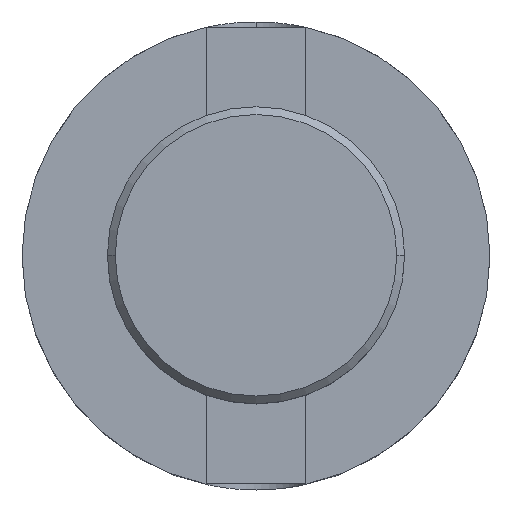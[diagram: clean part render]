
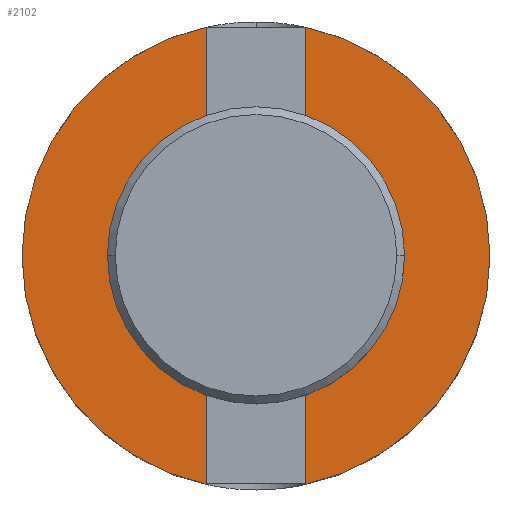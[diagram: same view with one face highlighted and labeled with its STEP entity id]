
A CAD part, top view. The second image highlights one B-rep face of the part: STEP entity #2102.
In plain terms, the highlighted planar face has unit normal (0, 0, 1).
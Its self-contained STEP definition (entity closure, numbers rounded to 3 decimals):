
#11 = AXIS2_PLACEMENT_3D ( 'NONE', #582, #372, #1176 ) ;
#16 = CARTESIAN_POINT ( 'NONE',  ( 6.35, 29.32, 45. ) ) ;
#18 = EDGE_CURVE ( 'NONE', #1399, #1321, #1424, .T. ) ;
#38 = ORIENTED_EDGE ( 'NONE', *, *, #910, .F. ) ;
#73 = CARTESIAN_POINT ( 'NONE',  ( 6.35, -29.32, 45. ) ) ;
#96 = VERTEX_POINT ( 'NONE', #98 ) ;
#98 = CARTESIAN_POINT ( 'NONE',  ( -15.875, 0., 45. ) ) ;
#113 = VERTEX_POINT ( 'NONE', #1150 ) ;
#120 = AXIS2_PLACEMENT_3D ( 'NONE', #2439, #716, #1105 ) ;
#209 = CARTESIAN_POINT ( 'NONE',  ( 6.35, 30., 45. ) ) ;
#275 = ORIENTED_EDGE ( 'NONE', *, *, #1688, .F. ) ;
#283 = DIRECTION ( 'NONE',  ( 0., 0., -1. ) ) ;
#371 = VECTOR ( 'NONE', #2296, 1000. ) ;
#372 = DIRECTION ( 'NONE',  ( 0., 0., -1. ) ) ;
#405 = VECTOR ( 'NONE', #1117, 1000. ) ;
#435 = EDGE_CURVE ( 'NONE', #1083, #668, #900, .T. ) ;
#469 = VERTEX_POINT ( 'NONE', #1920 ) ;
#495 = CARTESIAN_POINT ( 'NONE',  ( -6.35, 29.32, 45. ) ) ;
#514 = LINE ( 'NONE', #1521, #1534 ) ;
#516 = AXIS2_PLACEMENT_3D ( 'NONE', #1146, #997, #986 ) ;
#570 = AXIS2_PLACEMENT_3D ( 'NONE', #1785, #283, #1758 ) ;
#581 = EDGE_CURVE ( 'NONE', #1083, #1626, #514, .T. ) ;
#582 = CARTESIAN_POINT ( 'NONE',  ( 0., 0., 45. ) ) ;
#658 = CARTESIAN_POINT ( 'NONE',  ( -6.35, -29.32, 45. ) ) ;
#668 = VERTEX_POINT ( 'NONE', #2188 ) ;
#705 = VERTEX_POINT ( 'NONE', #1051 ) ;
#716 = DIRECTION ( 'NONE',  ( 0., 0., 1. ) ) ;
#719 = EDGE_CURVE ( 'NONE', #801, #668, #1676, .T. ) ;
#801 = VERTEX_POINT ( 'NONE', #16 ) ;
#806 = ORIENTED_EDGE ( 'NONE', *, *, #808, .T. ) ;
#808 = EDGE_CURVE ( 'NONE', #96, #705, #1611, .T. ) ;
#833 = VECTOR ( 'NONE', #1579, 1000. ) ;
#894 = CIRCLE ( 'NONE', #1347, 30. ) ;
#900 = LINE ( 'NONE', #1113, #371 ) ;
#902 = DIRECTION ( 'NONE',  ( 0., -1., 0. ) ) ;
#910 = EDGE_CURVE ( 'NONE', #113, #1399, #2027, .T. ) ;
#986 = DIRECTION ( 'NONE',  ( -1., 0., 0. ) ) ;
#997 = DIRECTION ( 'NONE',  ( 0., 0., -1. ) ) ;
#1008 = LINE ( 'NONE', #1947, #833 ) ;
#1048 = DIRECTION ( 'NONE',  ( -1., 0., 0. ) ) ;
#1051 = CARTESIAN_POINT ( 'NONE',  ( 15.875, 0., 45. ) ) ;
#1055 = DIRECTION ( 'NONE',  ( 0., 0., -1. ) ) ;
#1058 = ORIENTED_EDGE ( 'NONE', *, *, #1623, .F. ) ;
#1083 = VERTEX_POINT ( 'NONE', #1876 ) ;
#1084 = CARTESIAN_POINT ( 'NONE',  ( 6.35, 30., 45. ) ) ;
#1095 = AXIS2_PLACEMENT_3D ( 'NONE', #2418, #2407, #2383 ) ;
#1105 = DIRECTION ( 'NONE',  ( 1., 0., 0. ) ) ;
#1113 = CARTESIAN_POINT ( 'NONE',  ( 0., 16.5, 45. ) ) ;
#1117 = DIRECTION ( 'NONE',  ( 0., 1., 0. ) ) ;
#1125 = ORIENTED_EDGE ( 'NONE', *, *, #435, .F. ) ;
#1126 = CIRCLE ( 'NONE', #570, 30. ) ;
#1137 = CARTESIAN_POINT ( 'NONE',  ( 6.35, -16.5, 45. ) ) ;
#1139 = CARTESIAN_POINT ( 'NONE',  ( -6.35, 30., 45. ) ) ;
#1146 = CARTESIAN_POINT ( 'NONE',  ( 0., 0., 45. ) ) ;
#1147 = VECTOR ( 'NONE', #1156, 1000. ) ;
#1150 = CARTESIAN_POINT ( 'NONE',  ( 30., 0., 45. ) ) ;
#1156 = DIRECTION ( 'NONE',  ( 0., -1., 0. ) ) ;
#1176 = DIRECTION ( 'NONE',  ( -1., 0., 0. ) ) ;
#1184 = ORIENTED_EDGE ( 'NONE', *, *, #1554, .F. ) ;
#1189 = VECTOR ( 'NONE', #902, 1000. ) ;
#1212 = CARTESIAN_POINT ( 'NONE',  ( 0., 0., 45. ) ) ;
#1238 = ORIENTED_EDGE ( 'NONE', *, *, #2478, .F. ) ;
#1294 = PLANE ( 'NONE',  #120 ) ;
#1306 = ORIENTED_EDGE ( 'NONE', *, *, #1444, .T. ) ;
#1308 = CIRCLE ( 'NONE', #2294, 15.875 ) ;
#1321 = VERTEX_POINT ( 'NONE', #1137 ) ;
#1347 = AXIS2_PLACEMENT_3D ( 'NONE', #1811, #1798, #1768 ) ;
#1399 = VERTEX_POINT ( 'NONE', #73 ) ;
#1424 = LINE ( 'NONE', #209, #405 ) ;
#1441 = CIRCLE ( 'NONE', #1095, 30. ) ;
#1444 = EDGE_CURVE ( 'NONE', #705, #96, #1308, .T. ) ;
#1476 = VERTEX_POINT ( 'NONE', #658 ) ;
#1521 = CARTESIAN_POINT ( 'NONE',  ( -6.35, 30., 45. ) ) ;
#1526 = DIRECTION ( 'NONE',  ( 0., 1., 0. ) ) ;
#1534 = VECTOR ( 'NONE', #1526, 1000. ) ;
#1554 = EDGE_CURVE ( 'NONE', #1655, #1626, #1126, .T. ) ;
#1579 = DIRECTION ( 'NONE',  ( -1., 0., 0. ) ) ;
#1611 = CIRCLE ( 'NONE', #11, 15.875 ) ;
#1623 = EDGE_CURVE ( 'NONE', #801, #113, #1441, .T. ) ;
#1626 = VERTEX_POINT ( 'NONE', #495 ) ;
#1655 = VERTEX_POINT ( 'NONE', #1990 ) ;
#1656 = EDGE_LOOP ( 'NONE', ( #806, #1306 ) ) ;
#1668 = EDGE_CURVE ( 'NONE', #1476, #1655, #894, .T. ) ;
#1676 = LINE ( 'NONE', #1084, #1189 ) ;
#1688 = EDGE_CURVE ( 'NONE', #1321, #469, #1008, .T. ) ;
#1758 = DIRECTION ( 'NONE',  ( -1., 0., 0. ) ) ;
#1768 = DIRECTION ( 'NONE',  ( -1., 0., 0. ) ) ;
#1771 = FACE_OUTER_BOUND ( 'NONE', #1909, .T. ) ;
#1785 = CARTESIAN_POINT ( 'NONE',  ( 0., 0., 45. ) ) ;
#1798 = DIRECTION ( 'NONE',  ( 0., 0., -1. ) ) ;
#1811 = CARTESIAN_POINT ( 'NONE',  ( 0., 0., 45. ) ) ;
#1853 = FACE_BOUND ( 'NONE', #1656, .T. ) ;
#1876 = CARTESIAN_POINT ( 'NONE',  ( -6.35, 16.5, 45. ) ) ;
#1909 = EDGE_LOOP ( 'NONE', ( #2021, #38, #1058, #2083, #1125, #2138, #1184, #2187, #1238, #275 ) ) ;
#1920 = CARTESIAN_POINT ( 'NONE',  ( -6.35, -16.5, 45. ) ) ;
#1947 = CARTESIAN_POINT ( 'NONE',  ( 0., -16.5, 45. ) ) ;
#1990 = CARTESIAN_POINT ( 'NONE',  ( -30., 0., 45. ) ) ;
#2021 = ORIENTED_EDGE ( 'NONE', *, *, #18, .F. ) ;
#2027 = CIRCLE ( 'NONE', #516, 30. ) ;
#2083 = ORIENTED_EDGE ( 'NONE', *, *, #719, .T. ) ;
#2102 = ADVANCED_FACE ( 'NONE', ( #1771, #1853 ), #1294, .T. ) ;
#2138 = ORIENTED_EDGE ( 'NONE', *, *, #581, .T. ) ;
#2187 = ORIENTED_EDGE ( 'NONE', *, *, #1668, .F. ) ;
#2188 = CARTESIAN_POINT ( 'NONE',  ( 6.35, 16.5, 45. ) ) ;
#2213 = LINE ( 'NONE', #1139, #1147 ) ;
#2294 = AXIS2_PLACEMENT_3D ( 'NONE', #1212, #1055, #1048 ) ;
#2296 = DIRECTION ( 'NONE',  ( 1., 0., 0. ) ) ;
#2383 = DIRECTION ( 'NONE',  ( -1., 0., 0. ) ) ;
#2407 = DIRECTION ( 'NONE',  ( 0., 0., -1. ) ) ;
#2418 = CARTESIAN_POINT ( 'NONE',  ( 0., 0., 45. ) ) ;
#2439 = CARTESIAN_POINT ( 'NONE',  ( 0., 30., 45. ) ) ;
#2478 = EDGE_CURVE ( 'NONE', #469, #1476, #2213, .T. ) ;
